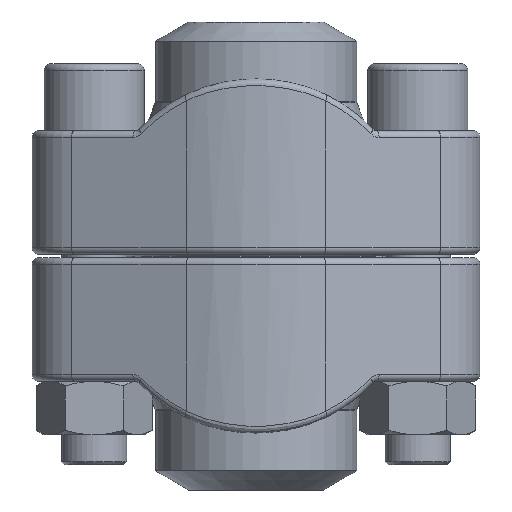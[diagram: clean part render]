
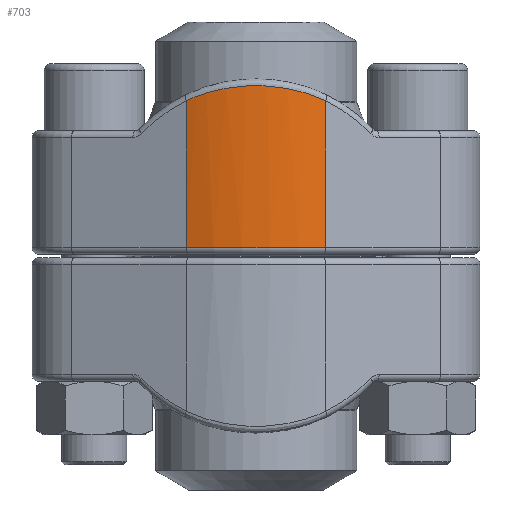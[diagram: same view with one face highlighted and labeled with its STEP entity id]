
A CAD part, front view. The second image highlights one B-rep face of the part: STEP entity #703.
In plain terms, the highlighted cylindrical face has radius 57 mm (diameter 114 mm), a partial arc.
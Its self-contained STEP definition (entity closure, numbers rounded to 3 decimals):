
#391=B_SPLINE_CURVE_WITH_KNOTS('',3,(#5122,#5123,#5124,#5125,#5126,#5127,
#5128,#5129,#5130,#5131),.UNSPECIFIED.,.F.,.F.,(4,2,2,2,4),(0.,0.25,0.5,
0.75,1.),.UNSPECIFIED.);
#703=ADVANCED_FACE('',(#981),#917,.T.);
#917=CYLINDRICAL_SURFACE('',#3421,57.);
#981=FACE_OUTER_BOUND('',#1126,.T.);
#1126=EDGE_LOOP('',(#1771,#1772,#1773,#1774));
#1460=CIRCLE('',#3420,57.);
#1771=ORIENTED_EDGE('',*,*,#2836,.T.);
#1772=ORIENTED_EDGE('',*,*,#2848,.T.);
#1773=ORIENTED_EDGE('',*,*,#2829,.F.);
#1774=ORIENTED_EDGE('',*,*,#2849,.T.);
#2537=VERTEX_POINT('',#5041);
#2538=VERTEX_POINT('',#5042);
#2543=VERTEX_POINT('',#5063);
#2544=VERTEX_POINT('',#5065);
#2829=EDGE_CURVE('',#2537,#2538,#3200,.T.);
#2836=EDGE_CURVE('',#2544,#2543,#3205,.T.);
#2848=EDGE_CURVE('',#2543,#2538,#1460,.T.);
#2849=EDGE_CURVE('',#2537,#2544,#391,.T.);
#3200=LINE('',#5040,#3294);
#3205=LINE('',#5064,#3299);
#3294=VECTOR('',#3949,1.);
#3299=VECTOR('',#3958,1.);
#3420=AXIS2_PLACEMENT_3D('',#5121,#3980,#3981);
#3421=AXIS2_PLACEMENT_3D('',#5132,#3982,#3983);
#3949=DIRECTION('',(0.,0.,-1.));
#3958=DIRECTION('',(0.,0.,-1.));
#3980=DIRECTION('',(0.,0.,1.));
#3981=DIRECTION('',(-1.,0.,0.));
#3982=DIRECTION('',(0.,0.,-1.));
#3983=DIRECTION('',(-1.,0.,0.));
#5040=CARTESIAN_POINT('',(-20.832,53.057,57.));
#5041=CARTESIAN_POINT('',(-20.832,53.057,45.962));
#5042=CARTESIAN_POINT('',(-20.832,53.057,2.));
#5063=CARTESIAN_POINT('',(20.832,53.057,2.));
#5064=CARTESIAN_POINT('',(20.832,53.057,57.));
#5065=CARTESIAN_POINT('',(20.832,53.057,45.962));
#5121=CARTESIAN_POINT('',(0.,0.,2.));
#5122=CARTESIAN_POINT('',(-20.832,53.057,45.962));
#5123=CARTESIAN_POINT('',(-17.688,54.291,47.439));
#5124=CARTESIAN_POINT('',(-14.298,55.292,48.569));
#5125=CARTESIAN_POINT('',(-7.302,56.642,50.075));
#5126=CARTESIAN_POINT('',(-3.611,57.002,50.462));
#5127=CARTESIAN_POINT('',(3.672,56.998,50.458));
#5128=CARTESIAN_POINT('',(7.331,56.64,50.072));
#5129=CARTESIAN_POINT('',(14.364,55.277,48.552));
#5130=CARTESIAN_POINT('',(17.688,54.291,47.439));
#5131=CARTESIAN_POINT('',(20.832,53.057,45.962));
#5132=CARTESIAN_POINT('',(0.,0.,57.));
